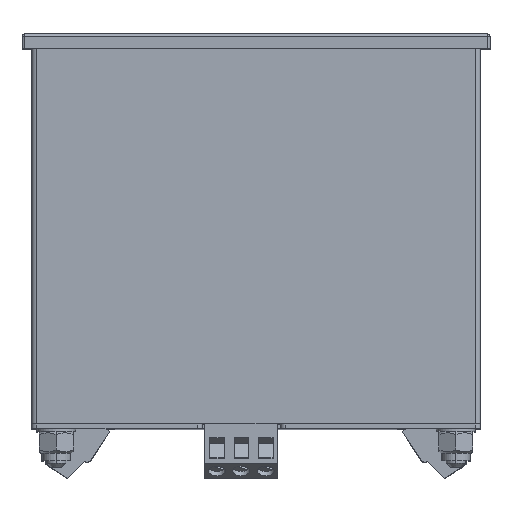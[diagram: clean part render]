
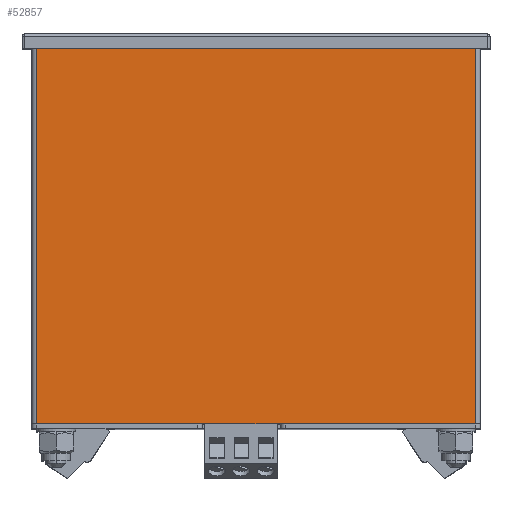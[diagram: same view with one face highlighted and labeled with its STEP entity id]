
A CAD part, top view. The second image highlights one B-rep face of the part: STEP entity #52857.
In plain terms, the highlighted planar face has unit normal (0, 0, 1).
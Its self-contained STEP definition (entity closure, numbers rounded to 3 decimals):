
#52740=CARTESIAN_POINT('',(45.,0.,46.));
#52741=VERTEX_POINT('',#52740);
#52742=CARTESIAN_POINT('',(-45.,0.,46.));
#52743=VERTEX_POINT('',#52742);
#52744=CARTESIAN_POINT('',(45.,0.,46.));
#52745=DIRECTION('',(-1.,0.,0.));
#52746=VECTOR('',#52745,90.);
#52747=LINE('',#52744,#52746);
#52748=EDGE_CURVE('',#52741,#52743,#52747,.T.);
#52827=CARTESIAN_POINT('',(46.,-77.,46.));
#52828=DIRECTION('',(0.,0.,-1.));
#52829=DIRECTION('',(-1.,0.,0.));
#52830=AXIS2_PLACEMENT_3D('',#52827,#52828,#52829);
#52831=PLANE('',#52830);
#52832=CARTESIAN_POINT('',(45.,-77.,46.));
#52833=VERTEX_POINT('',#52832);
#52834=CARTESIAN_POINT('',(-45.,-77.,46.));
#52835=VERTEX_POINT('',#52834);
#52836=CARTESIAN_POINT('',(45.,-77.,46.));
#52837=DIRECTION('',(-1.,0.,0.));
#52838=VECTOR('',#52837,90.);
#52839=LINE('',#52836,#52838);
#52840=EDGE_CURVE('',#52833,#52835,#52839,.T.);
#52841=ORIENTED_EDGE('',*,*,#52840,.F.);
#52842=CARTESIAN_POINT('',(45.,-77.,46.));
#52843=DIRECTION('',(0.,1.,0.));
#52844=VECTOR('',#52843,77.);
#52845=LINE('',#52842,#52844);
#52846=EDGE_CURVE('',#52833,#52741,#52845,.T.);
#52847=ORIENTED_EDGE('',*,*,#52846,.T.);
#52848=ORIENTED_EDGE('',*,*,#52748,.T.);
#52849=CARTESIAN_POINT('',(-45.,0.,46.));
#52850=DIRECTION('',(-0.,-1.,-0.));
#52851=VECTOR('',#52850,77.);
#52852=LINE('',#52849,#52851);
#52853=EDGE_CURVE('',#52743,#52835,#52852,.T.);
#52854=ORIENTED_EDGE('',*,*,#52853,.T.);
#52855=EDGE_LOOP('',(#52841,#52847,#52848,#52854));
#52856=FACE_BOUND('',#52855,.T.);
#52857=ADVANCED_FACE('',(#52856),#52831,.F.);
